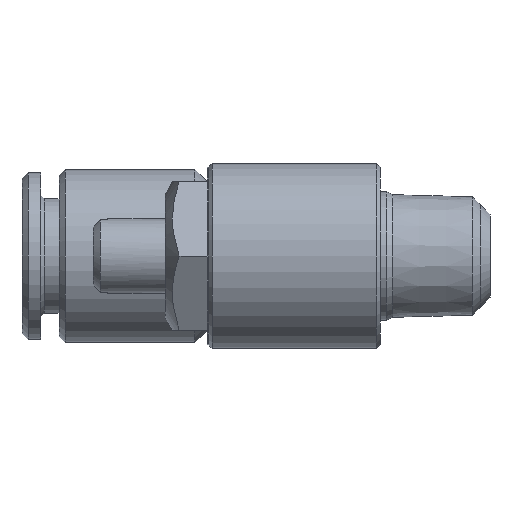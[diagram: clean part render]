
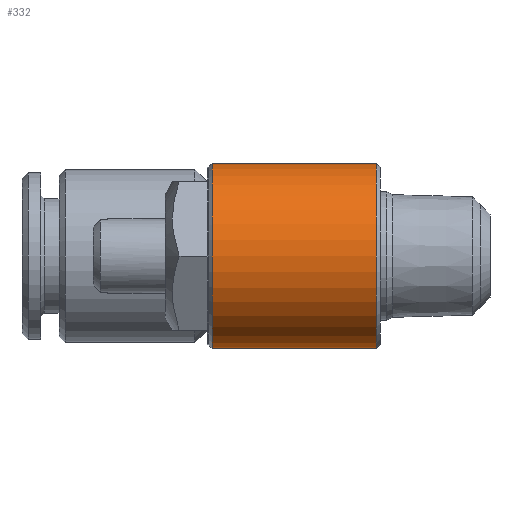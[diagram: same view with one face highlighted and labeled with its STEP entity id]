
A CAD part, left-side view. The second image highlights one B-rep face of the part: STEP entity #332.
In plain terms, the highlighted cylindrical face has radius 7.5 mm (diameter 15 mm), a partial arc.
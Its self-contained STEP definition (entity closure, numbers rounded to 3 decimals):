
#262 = VERTEX_POINT ( 'NONE', #1420 ) ;
#274 = VERTEX_POINT ( 'NONE', #1520 ) ;
#298 = VERTEX_POINT ( 'NONE', #1589 ) ;
#329 = VERTEX_POINT ( 'NONE', #1558 ) ;
#332 = ADVANCED_FACE ( 'NONE', ( #1670 ), #1699, .T. ) ;
#333 = EDGE_LOOP ( 'NONE', ( #372, #448, #450, #380 ) ) ;
#346 = EDGE_CURVE ( 'NONE', #274, #329, #2058, .T. ) ;
#349 = EDGE_CURVE ( 'NONE', #262, #298, #2060, .T. ) ;
#372 = ORIENTED_EDGE ( 'NONE', *, *, #346, .F. ) ;
#375 = EDGE_CURVE ( 'NONE', #329, #298, #2560, .T. ) ;
#380 = ORIENTED_EDGE ( 'NONE', *, *, #375, .F. ) ;
#448 = ORIENTED_EDGE ( 'NONE', *, *, #527, .T. ) ;
#450 = ORIENTED_EDGE ( 'NONE', *, *, #349, .T. ) ;
#527 = EDGE_CURVE ( 'NONE', #274, #262, #2768, .T. ) ;
#1420 = CARTESIAN_POINT ( 'NONE',  ( 0., 22.5, -7.5 ) ) ;
#1520 = CARTESIAN_POINT ( 'NONE',  ( 0., 22.5, 7.5 ) ) ;
#1558 = CARTESIAN_POINT ( 'NONE',  ( 0., 9.2, 7.5 ) ) ;
#1589 = CARTESIAN_POINT ( 'NONE',  ( 0., 9.2, -7.5 ) ) ;
#1646 = DIRECTION ( 'NONE',  ( 0., 0., -1. ) ) ;
#1670 = FACE_OUTER_BOUND ( 'NONE', #333, .T. ) ;
#1690 = AXIS2_PLACEMENT_3D ( 'NONE', #1742, #1793, #1646 ) ;
#1699 = CYLINDRICAL_SURFACE ( 'NONE', #1690, 7.5 ) ;
#1742 = CARTESIAN_POINT ( 'NONE',  ( 0., 6.519, 0. ) ) ;
#1793 = DIRECTION ( 'NONE',  ( 0., -1., 0. ) ) ;
#2057 = CARTESIAN_POINT ( 'NONE',  ( 0., 6.519, 7.5 ) ) ;
#2058 = LINE ( 'NONE', #2057, #2165 ) ;
#2059 = CARTESIAN_POINT ( 'NONE',  ( 0., 6.519, -7.5 ) ) ;
#2060 = LINE ( 'NONE', #2059, #2163 ) ;
#2162 = DIRECTION ( 'NONE',  ( 0., -1., 0. ) ) ;
#2163 = VECTOR ( 'NONE', #2162, 1000. ) ;
#2164 = DIRECTION ( 'NONE',  ( 0., -1., 0. ) ) ;
#2165 = VECTOR ( 'NONE', #2164, 1000. ) ;
#2556 = DIRECTION ( 'NONE',  ( 0., 0., -1. ) ) ;
#2557 = DIRECTION ( 'NONE',  ( 0., -1., 0. ) ) ;
#2558 = CARTESIAN_POINT ( 'NONE',  ( 0., 9.2, 0. ) ) ;
#2559 = AXIS2_PLACEMENT_3D ( 'NONE', #2558, #2557, #2556 ) ;
#2560 = CIRCLE ( 'NONE', #2559, 7.5 ) ;
#2766 = DIRECTION ( 'NONE',  ( 0., -1., 0. ) ) ;
#2768 = CIRCLE ( 'NONE', #2883, 7.5 ) ;
#2819 = DIRECTION ( 'NONE',  ( 0., 0., -1. ) ) ;
#2883 = AXIS2_PLACEMENT_3D ( 'NONE', #2884, #2766, #2819 ) ;
#2884 = CARTESIAN_POINT ( 'NONE',  ( 0., 22.5, 0. ) ) ;
